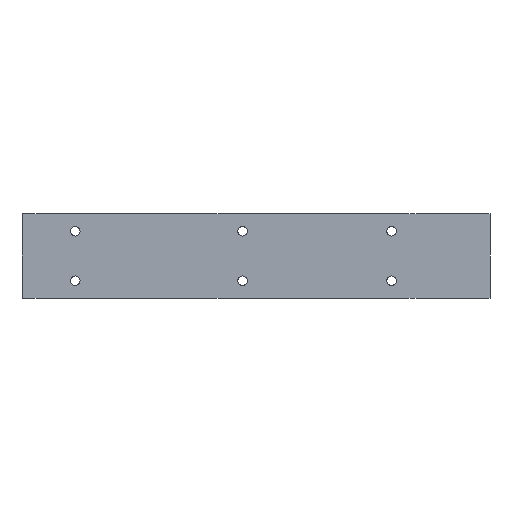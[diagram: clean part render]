
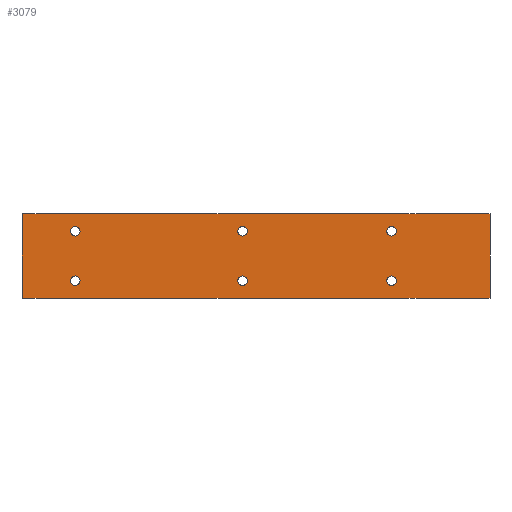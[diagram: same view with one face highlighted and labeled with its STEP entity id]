
A CAD part, front view. The second image highlights one B-rep face of the part: STEP entity #3079.
In plain terms, the highlighted planar face has unit normal (0, -1, 0).
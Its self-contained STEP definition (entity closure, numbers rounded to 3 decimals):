
#36=DIRECTION('',(1.,0.,0.));
#37=VECTOR('',#36,663.);
#38=CARTESIAN_POINT('',(0.,0.,0.));
#39=LINE('',#38,#37);
#300=DIRECTION('',(0.,0.,1.));
#301=VECTOR('',#300,120.);
#302=CARTESIAN_POINT('',(663.,0.,0.));
#303=LINE('',#302,#301);
#304=DIRECTION('',(0.,0.,1.));
#305=VECTOR('',#304,120.);
#306=CARTESIAN_POINT('',(0.,0.,0.));
#307=LINE('',#306,#305);
#308=CARTESIAN_POINT('',(75.5,0.,95.));
#309=DIRECTION('',(0.,-1.,0.));
#310=DIRECTION('',(1.,0.,0.));
#311=AXIS2_PLACEMENT_3D('',#308,#309,#310);
#313=CARTESIAN_POINT('',(75.5,0.,95.));
#314=DIRECTION('',(0.,-1.,0.));
#315=DIRECTION('',(-1.,0.,0.));
#316=AXIS2_PLACEMENT_3D('',#313,#314,#315);
#318=CARTESIAN_POINT('',(75.5,0.,25.));
#319=DIRECTION('',(0.,-1.,0.));
#320=DIRECTION('',(1.,0.,0.));
#321=AXIS2_PLACEMENT_3D('',#318,#319,#320);
#323=CARTESIAN_POINT('',(75.5,0.,25.));
#324=DIRECTION('',(0.,-1.,0.));
#325=DIRECTION('',(-1.,0.,0.));
#326=AXIS2_PLACEMENT_3D('',#323,#324,#325);
#328=CARTESIAN_POINT('',(312.5,0.,95.));
#329=DIRECTION('',(0.,-1.,0.));
#330=DIRECTION('',(1.,0.,0.));
#331=AXIS2_PLACEMENT_3D('',#328,#329,#330);
#333=CARTESIAN_POINT('',(312.5,0.,95.));
#334=DIRECTION('',(0.,-1.,0.));
#335=DIRECTION('',(-1.,0.,0.));
#336=AXIS2_PLACEMENT_3D('',#333,#334,#335);
#338=CARTESIAN_POINT('',(312.5,0.,25.));
#339=DIRECTION('',(0.,-1.,0.));
#340=DIRECTION('',(1.,0.,0.));
#341=AXIS2_PLACEMENT_3D('',#338,#339,#340);
#343=CARTESIAN_POINT('',(312.5,0.,25.));
#344=DIRECTION('',(0.,-1.,0.));
#345=DIRECTION('',(-1.,0.,0.));
#346=AXIS2_PLACEMENT_3D('',#343,#344,#345);
#348=CARTESIAN_POINT('',(523.5,0.,95.));
#349=DIRECTION('',(0.,-1.,0.));
#350=DIRECTION('',(1.,0.,0.));
#351=AXIS2_PLACEMENT_3D('',#348,#349,#350);
#353=CARTESIAN_POINT('',(523.5,0.,95.));
#354=DIRECTION('',(0.,-1.,0.));
#355=DIRECTION('',(-1.,0.,0.));
#356=AXIS2_PLACEMENT_3D('',#353,#354,#355);
#358=CARTESIAN_POINT('',(523.5,0.,25.));
#359=DIRECTION('',(0.,-1.,0.));
#360=DIRECTION('',(1.,0.,0.));
#361=AXIS2_PLACEMENT_3D('',#358,#359,#360);
#363=CARTESIAN_POINT('',(523.5,0.,25.));
#364=DIRECTION('',(0.,-1.,0.));
#365=DIRECTION('',(-1.,0.,0.));
#366=AXIS2_PLACEMENT_3D('',#363,#364,#365);
#496=DIRECTION('',(1.,0.,0.));
#497=VECTOR('',#496,663.);
#498=CARTESIAN_POINT('',(0.,0.,120.));
#499=LINE('',#498,#497);
#2175=CARTESIAN_POINT('',(0.,0.,0.));
#2176=CARTESIAN_POINT('',(663.,0.,0.));
#2177=VERTEX_POINT('',#2175);
#2178=VERTEX_POINT('',#2176);
#2203=CARTESIAN_POINT('',(0.,0.,120.));
#2204=CARTESIAN_POINT('',(663.,0.,120.));
#2205=VERTEX_POINT('',#2203);
#2206=VERTEX_POINT('',#2204);
#2431=CARTESIAN_POINT('',(82.25,0.,95.));
#2432=CARTESIAN_POINT('',(68.75,0.,95.));
#2433=VERTEX_POINT('',#2431);
#2434=VERTEX_POINT('',#2432);
#2435=CARTESIAN_POINT('',(82.25,0.,25.));
#2436=CARTESIAN_POINT('',(68.75,0.,25.));
#2437=VERTEX_POINT('',#2435);
#2438=VERTEX_POINT('',#2436);
#2439=CARTESIAN_POINT('',(319.25,0.,95.));
#2440=CARTESIAN_POINT('',(305.75,0.,95.));
#2441=VERTEX_POINT('',#2439);
#2442=VERTEX_POINT('',#2440);
#2443=CARTESIAN_POINT('',(319.25,0.,25.));
#2444=CARTESIAN_POINT('',(305.75,0.,25.));
#2445=VERTEX_POINT('',#2443);
#2446=VERTEX_POINT('',#2444);
#2447=CARTESIAN_POINT('',(530.25,0.,95.));
#2448=CARTESIAN_POINT('',(516.75,0.,95.));
#2449=VERTEX_POINT('',#2447);
#2450=VERTEX_POINT('',#2448);
#2451=CARTESIAN_POINT('',(530.25,0.,25.));
#2452=CARTESIAN_POINT('',(516.75,0.,25.));
#2453=VERTEX_POINT('',#2451);
#2454=VERTEX_POINT('',#2452);
#3030=CARTESIAN_POINT('',(0.,0.,0.));
#3031=DIRECTION('',(0.,-1.,0.));
#3032=DIRECTION('',(1.,0.,0.));
#3033=AXIS2_PLACEMENT_3D('',#3030,#3031,#3032);
#3034=PLANE('',#3033);
#3035=ORIENTED_EDGE('',*,*,#2776,.F.);
#3037=ORIENTED_EDGE('',*,*,#3036,.T.);
#3039=ORIENTED_EDGE('',*,*,#3038,.T.);
#3040=ORIENTED_EDGE('',*,*,#3022,.F.);
#3041=EDGE_LOOP('',(#3035,#3037,#3039,#3040));
#3042=FACE_OUTER_BOUND('',#3041,.F.);
#3044=ORIENTED_EDGE('',*,*,#3043,.T.);
#3046=ORIENTED_EDGE('',*,*,#3045,.T.);
#3047=EDGE_LOOP('',(#3044,#3046));
#3048=FACE_BOUND('',#3047,.F.);
#3050=ORIENTED_EDGE('',*,*,#3049,.T.);
#3052=ORIENTED_EDGE('',*,*,#3051,.T.);
#3053=EDGE_LOOP('',(#3050,#3052));
#3054=FACE_BOUND('',#3053,.F.);
#3056=ORIENTED_EDGE('',*,*,#3055,.T.);
#3058=ORIENTED_EDGE('',*,*,#3057,.T.);
#3059=EDGE_LOOP('',(#3056,#3058));
#3060=FACE_BOUND('',#3059,.F.);
#3062=ORIENTED_EDGE('',*,*,#3061,.T.);
#3064=ORIENTED_EDGE('',*,*,#3063,.T.);
#3065=EDGE_LOOP('',(#3062,#3064));
#3066=FACE_BOUND('',#3065,.F.);
#3068=ORIENTED_EDGE('',*,*,#3067,.T.);
#3070=ORIENTED_EDGE('',*,*,#3069,.T.);
#3071=EDGE_LOOP('',(#3068,#3070));
#3072=FACE_BOUND('',#3071,.F.);
#3074=ORIENTED_EDGE('',*,*,#3073,.T.);
#3076=ORIENTED_EDGE('',*,*,#3075,.T.);
#3077=EDGE_LOOP('',(#3074,#3076));
#3078=FACE_BOUND('',#3077,.F.);
#3079=ADVANCED_FACE('',(#3042,#3048,#3054,#3060,#3066,#3072,#3078),#3034,.T.);
#312=CIRCLE('',#311,6.75);
#317=CIRCLE('',#316,6.75);
#322=CIRCLE('',#321,6.75);
#327=CIRCLE('',#326,6.75);
#332=CIRCLE('',#331,6.75);
#337=CIRCLE('',#336,6.75);
#342=CIRCLE('',#341,6.75);
#347=CIRCLE('',#346,6.75);
#352=CIRCLE('',#351,6.75);
#357=CIRCLE('',#356,6.75);
#362=CIRCLE('',#361,6.75);
#367=CIRCLE('',#366,6.75);
#2776=EDGE_CURVE('',#2177,#2178,#39,.T.);
#3022=EDGE_CURVE('',#2178,#2206,#303,.T.);
#3036=EDGE_CURVE('',#2177,#2205,#307,.T.);
#3038=EDGE_CURVE('',#2205,#2206,#499,.T.);
#3043=EDGE_CURVE('',#2433,#2434,#312,.T.);
#3045=EDGE_CURVE('',#2434,#2433,#317,.T.);
#3049=EDGE_CURVE('',#2437,#2438,#322,.T.);
#3051=EDGE_CURVE('',#2438,#2437,#327,.T.);
#3055=EDGE_CURVE('',#2441,#2442,#332,.T.);
#3057=EDGE_CURVE('',#2442,#2441,#337,.T.);
#3061=EDGE_CURVE('',#2445,#2446,#342,.T.);
#3063=EDGE_CURVE('',#2446,#2445,#347,.T.);
#3067=EDGE_CURVE('',#2449,#2450,#352,.T.);
#3069=EDGE_CURVE('',#2450,#2449,#357,.T.);
#3073=EDGE_CURVE('',#2453,#2454,#362,.T.);
#3075=EDGE_CURVE('',#2454,#2453,#367,.T.);
